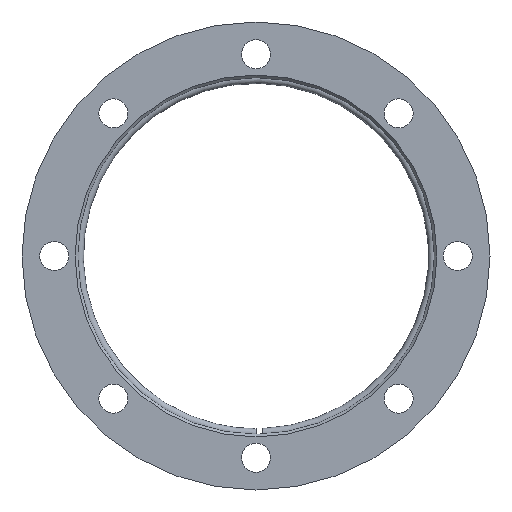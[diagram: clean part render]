
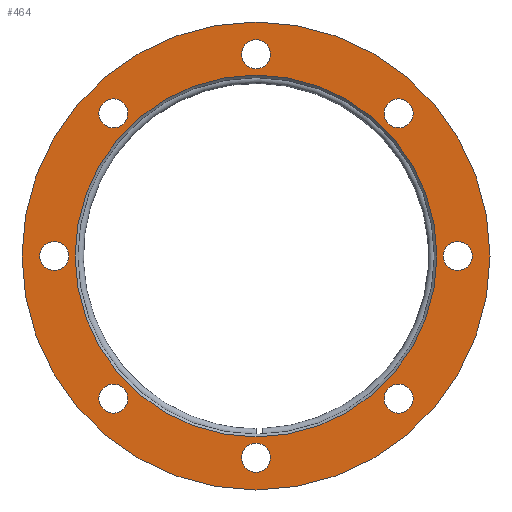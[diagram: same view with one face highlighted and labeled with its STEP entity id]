
A CAD part, left-side view. The second image highlights one B-rep face of the part: STEP entity #464.
In plain terms, the highlighted planar face has unit normal (-1, 0, 0).
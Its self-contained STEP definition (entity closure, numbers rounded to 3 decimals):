
#1 = DIRECTION ( 'NONE',  ( 1., 0., 0. ) ) ;
#3 = EDGE_CURVE ( 'NONE', #474, #474, #231, .T. ) ;
#6 = ORIENTED_EDGE ( 'NONE', *, *, #415, .T. ) ;
#7 = ORIENTED_EDGE ( 'NONE', *, *, #334, .T. ) ;
#8 = CARTESIAN_POINT ( 'NONE',  ( -6.5, -44.194, 39.694 ) ) ;
#9 = AXIS2_PLACEMENT_3D ( 'NONE', #10, #171, #124 ) ;
#10 = CARTESIAN_POINT ( 'NONE',  ( -6.5, 0., -72.5 ) ) ;
#12 = CIRCLE ( 'NONE', #323, 4.5 ) ;
#18 = CARTESIAN_POINT ( 'NONE',  ( -6.5, 44.194, -48.694 ) ) ;
#20 = CARTESIAN_POINT ( 'NONE',  ( -6.5, 0., 0. ) ) ;
#23 = DIRECTION ( 'NONE',  ( 0., 0., 1. ) ) ;
#29 = VERTEX_POINT ( 'NONE', #226 ) ;
#30 = AXIS2_PLACEMENT_3D ( 'NONE', #158, #1, #254 ) ;
#38 = DIRECTION ( 'NONE',  ( 0., 0., -1. ) ) ;
#47 = DIRECTION ( 'NONE',  ( 1., 0., 0. ) ) ;
#48 = DIRECTION ( 'NONE',  ( 1., 0., 0. ) ) ;
#49 = CARTESIAN_POINT ( 'NONE',  ( -6.5, 0., 72.5 ) ) ;
#52 = ORIENTED_EDGE ( 'NONE', *, *, #539, .T. ) ;
#53 = FACE_BOUND ( 'NONE', #239, .T. ) ;
#57 = EDGE_LOOP ( 'NONE', ( #52 ) ) ;
#68 = ORIENTED_EDGE ( 'NONE', *, *, #512, .T. ) ;
#84 = EDGE_LOOP ( 'NONE', ( #252 ) ) ;
#86 = DIRECTION ( 'NONE',  ( 0., 0., -1. ) ) ;
#89 = DIRECTION ( 'NONE',  ( 1., 0., 0. ) ) ;
#91 = EDGE_CURVE ( 'NONE', #502, #502, #319, .T. ) ;
#93 = CARTESIAN_POINT ( 'NONE',  ( -6.5, 62.5, -4.5 ) ) ;
#102 = AXIS2_PLACEMENT_3D ( 'NONE', #164, #338, #38 ) ;
#105 = ORIENTED_EDGE ( 'NONE', *, *, #409, .T. ) ;
#106 = FACE_BOUND ( 'NONE', #193, .T. ) ;
#110 = AXIS2_PLACEMENT_3D ( 'NONE', #120, #265, #395 ) ;
#120 = CARTESIAN_POINT ( 'NONE',  ( -6.5, 0., 0. ) ) ;
#124 = DIRECTION ( 'NONE',  ( 0., 0., -1. ) ) ;
#127 = ORIENTED_EDGE ( 'NONE', *, *, #556, .T. ) ;
#130 = CARTESIAN_POINT ( 'NONE',  ( -6.5, 0., 62.5 ) ) ;
#132 = CARTESIAN_POINT ( 'NONE',  ( -6.5, 0., -56.05 ) ) ;
#135 = CARTESIAN_POINT ( 'NONE',  ( -6.5, 0., 58. ) ) ;
#141 = CARTESIAN_POINT ( 'NONE',  ( -6.5, -44.194, -48.694 ) ) ;
#143 = AXIS2_PLACEMENT_3D ( 'NONE', #20, #228, #23 ) ;
#145 = CIRCLE ( 'NONE', #465, 4.5 ) ;
#158 = CARTESIAN_POINT ( 'NONE',  ( -6.5, 44.194, 44.194 ) ) ;
#159 = FACE_OUTER_BOUND ( 'NONE', #84, .T. ) ;
#164 = CARTESIAN_POINT ( 'NONE',  ( -6.5, -62.5, 0. ) ) ;
#167 = CIRCLE ( 'NONE', #275, 4.5 ) ;
#171 = DIRECTION ( 'NONE',  ( 1., 0., 0. ) ) ;
#175 = DIRECTION ( 'NONE',  ( 0., 0., -1. ) ) ;
#179 = EDGE_LOOP ( 'NONE', ( #127 ) ) ;
#180 = DIRECTION ( 'NONE',  ( 0., 0., -1. ) ) ;
#182 = FACE_BOUND ( 'NONE', #414, .T. ) ;
#190 = DIRECTION ( 'NONE',  ( 0., 0., -1. ) ) ;
#193 = EDGE_LOOP ( 'NONE', ( #68 ) ) ;
#199 = EDGE_LOOP ( 'NONE', ( #321 ) ) ;
#206 = DIRECTION ( 'NONE',  ( 1., 0., 0. ) ) ;
#214 = PLANE ( 'NONE',  #9 ) ;
#216 = AXIS2_PLACEMENT_3D ( 'NONE', #333, #206, #433 ) ;
#222 = VERTEX_POINT ( 'NONE', #352 ) ;
#223 = CIRCLE ( 'NONE', #216, 4.5 ) ;
#226 = CARTESIAN_POINT ( 'NONE',  ( -6.5, 0., -67. ) ) ;
#228 = DIRECTION ( 'NONE',  ( -1., 0., 0. ) ) ;
#231 = CIRCLE ( 'NONE', #248, 4.5 ) ;
#239 = EDGE_LOOP ( 'NONE', ( #7 ) ) ;
#248 = AXIS2_PLACEMENT_3D ( 'NONE', #454, #322, #190 ) ;
#251 = FACE_BOUND ( 'NONE', #199, .T. ) ;
#252 = ORIENTED_EDGE ( 'NONE', *, *, #91, .T. ) ;
#254 = DIRECTION ( 'NONE',  ( 0., 0., -1. ) ) ;
#264 = EDGE_LOOP ( 'NONE', ( #401 ) ) ;
#265 = DIRECTION ( 'NONE',  ( 1., 0., 0. ) ) ;
#270 = VERTEX_POINT ( 'NONE', #93 ) ;
#275 = AXIS2_PLACEMENT_3D ( 'NONE', #397, #47, #180 ) ;
#277 = FACE_BOUND ( 'NONE', #179, .T. ) ;
#283 = FACE_BOUND ( 'NONE', #432, .T. ) ;
#296 = VERTEX_POINT ( 'NONE', #18 ) ;
#299 = FACE_BOUND ( 'NONE', #264, .T. ) ;
#303 = CARTESIAN_POINT ( 'NONE',  ( -6.5, 44.194, -44.194 ) ) ;
#304 = VERTEX_POINT ( 'NONE', #135 ) ;
#316 = CARTESIAN_POINT ( 'NONE',  ( -6.5, 44.194, 39.694 ) ) ;
#319 = CIRCLE ( 'NONE', #143, 72.5 ) ;
#321 = ORIENTED_EDGE ( 'NONE', *, *, #372, .T. ) ;
#322 = DIRECTION ( 'NONE',  ( 1., 0., 0. ) ) ;
#323 = AXIS2_PLACEMENT_3D ( 'NONE', #442, #486, #528 ) ;
#333 = CARTESIAN_POINT ( 'NONE',  ( -6.5, 62.5, 0. ) ) ;
#334 = EDGE_CURVE ( 'NONE', #353, #353, #460, .T. ) ;
#338 = DIRECTION ( 'NONE',  ( 1., 0., 0. ) ) ;
#352 = CARTESIAN_POINT ( 'NONE',  ( -6.5, -62.5, -4.5 ) ) ;
#353 = VERTEX_POINT ( 'NONE', #316 ) ;
#355 = VERTEX_POINT ( 'NONE', #141 ) ;
#361 = CIRCLE ( 'NONE', #102, 4.5 ) ;
#372 = EDGE_CURVE ( 'NONE', #222, #222, #361, .T. ) ;
#377 = EDGE_CURVE ( 'NONE', #270, #270, #223, .T. ) ;
#395 = DIRECTION ( 'NONE',  ( 0., 0., -1. ) ) ;
#397 = CARTESIAN_POINT ( 'NONE',  ( -6.5, -44.194, -44.194 ) ) ;
#401 = ORIENTED_EDGE ( 'NONE', *, *, #377, .T. ) ;
#409 = EDGE_CURVE ( 'NONE', #475, #475, #531, .T. ) ;
#414 = EDGE_LOOP ( 'NONE', ( #6 ) ) ;
#415 = EDGE_CURVE ( 'NONE', #355, #355, #167, .T. ) ;
#432 = EDGE_LOOP ( 'NONE', ( #545 ) ) ;
#433 = DIRECTION ( 'NONE',  ( 0., 0., -1. ) ) ;
#442 = CARTESIAN_POINT ( 'NONE',  ( -6.5, 0., -62.5 ) ) ;
#454 = CARTESIAN_POINT ( 'NONE',  ( -6.5, -44.194, 44.194 ) ) ;
#459 = FACE_BOUND ( 'NONE', #57, .T. ) ;
#460 = CIRCLE ( 'NONE', #30, 4.5 ) ;
#464 = ADVANCED_FACE ( 'NONE', ( #299, #277, #459, #182, #251, #283, #106, #53, #518, #159 ), #214, .F. ) ;
#465 = AXIS2_PLACEMENT_3D ( 'NONE', #303, #48, #86 ) ;
#474 = VERTEX_POINT ( 'NONE', #8 ) ;
#475 = VERTEX_POINT ( 'NONE', #132 ) ;
#486 = DIRECTION ( 'NONE',  ( 1., 0., 0. ) ) ;
#500 = CIRCLE ( 'NONE', #544, 4.5 ) ;
#502 = VERTEX_POINT ( 'NONE', #49 ) ;
#512 = EDGE_CURVE ( 'NONE', #304, #304, #500, .T. ) ;
#518 = FACE_BOUND ( 'NONE', #568, .T. ) ;
#528 = DIRECTION ( 'NONE',  ( 0., 0., -1. ) ) ;
#531 = CIRCLE ( 'NONE', #110, 56.05 ) ;
#539 = EDGE_CURVE ( 'NONE', #29, #29, #12, .T. ) ;
#544 = AXIS2_PLACEMENT_3D ( 'NONE', #130, #89, #175 ) ;
#545 = ORIENTED_EDGE ( 'NONE', *, *, #3, .T. ) ;
#556 = EDGE_CURVE ( 'NONE', #296, #296, #145, .T. ) ;
#568 = EDGE_LOOP ( 'NONE', ( #105 ) ) ;
